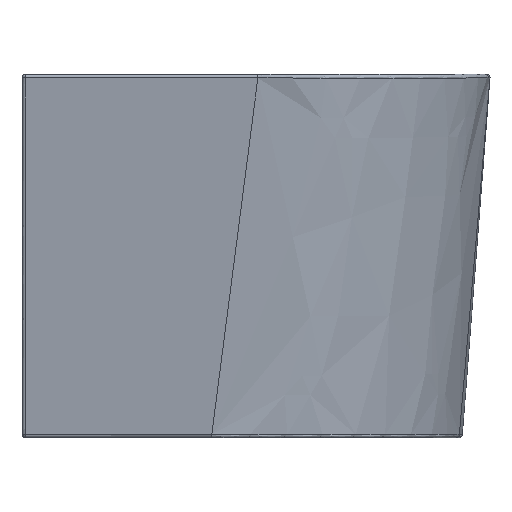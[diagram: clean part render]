
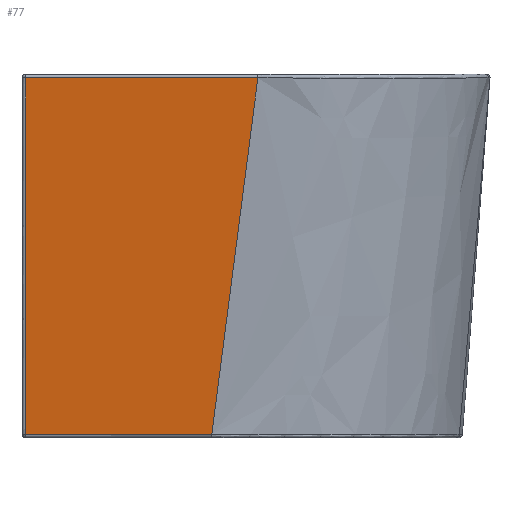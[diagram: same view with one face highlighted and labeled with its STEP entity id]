
A CAD part, left-side view. The second image highlights one B-rep face of the part: STEP entity #77.
In plain terms, the highlighted free-form (B-spline) face has degree [2, 3] with [3, 4] control points.
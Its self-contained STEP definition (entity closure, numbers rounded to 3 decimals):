
#77=ADVANCED_FACE('',(#171),#2828,.T.);
#171=FACE_OUTER_BOUND('',#265,.T.);
#265=EDGE_LOOP('',(#370,#371,#372,#373));
#370=ORIENTED_EDGE('',*,*,#2328,.T.);
#371=ORIENTED_EDGE('',*,*,#2329,.T.);
#372=ORIENTED_EDGE('',*,*,#2330,.T.);
#373=ORIENTED_EDGE('',*,*,#2331,.T.);
#789=PCURVE('',#2828,#1208);
#790=PCURVE('',#2828,#1209);
#791=PCURVE('',#2828,#1210);
#792=PCURVE('',#2828,#1211);
#963=PCURVE('',#2861,#1382);
#981=PCURVE('',#2866,#1400);
#1003=PCURVE('',#2871,#1422);
#1013=PCURVE('',#2874,#1432);
#1208=DEFINITIONAL_REPRESENTATION('',(#1627),#9406);
#1209=DEFINITIONAL_REPRESENTATION('',(#1628),#9406);
#1210=DEFINITIONAL_REPRESENTATION('',(#1629),#9406);
#1211=DEFINITIONAL_REPRESENTATION('',(#1630),#9406);
#1382=DEFINITIONAL_REPRESENTATION('',(#1825),#9406);
#1400=DEFINITIONAL_REPRESENTATION('',(#1843),#9406);
#1422=DEFINITIONAL_REPRESENTATION('',(#1869),#9406);
#1432=DEFINITIONAL_REPRESENTATION('',(#1881),#9406);
#1627=B_SPLINE_CURVE_WITH_KNOTS('',3,(#5480,#5481,#5482,#5483),
 .UNSPECIFIED.,.F.,.F.,(4,4),(-578.894,-5.322),
 .UNSPECIFIED.);
#1628=B_SPLINE_CURVE_WITH_KNOTS('',3,(#5486,#5487,#5488,#5489),
 .UNSPECIFIED.,.F.,.F.,(4,4),(5.657,302.682),
 .UNSPECIFIED.);
#1629=B_SPLINE_CURVE_WITH_KNOTS('',1,(#5494,#5495),.UNSPECIFIED.,.F.,.F.,
(2,2),(-588.538,-6.158),.UNSPECIFIED.);
#1630=B_SPLINE_CURVE_WITH_KNOTS('',3,(#5498,#5499,#5500,#5501),
 .UNSPECIFIED.,.F.,.F.,(4,4),(-376.222,-5.657),
 .UNSPECIFIED.);
#1825=B_SPLINE_CURVE_WITH_KNOTS('',1,(#7949,#7950),.UNSPECIFIED.,.F.,.F.,
(2,2),(-588.538,-6.158),.UNSPECIFIED.);
#1843=B_SPLINE_CURVE_WITH_KNOTS('',1,(#8048,#8049),.UNSPECIFIED.,.F.,.F.,
(2,2),(-376.222,-5.657),.UNSPECIFIED.);
#1869=B_SPLINE_CURVE_WITH_KNOTS('',1,(#8157,#8158),.UNSPECIFIED.,.F.,.F.,
(2,2),(5.657,302.682),.UNSPECIFIED.);
#1881=B_SPLINE_CURVE_WITH_KNOTS('',1,(#8205,#8206),.UNSPECIFIED.,.F.,.F.,
(2,2),(-578.894,-5.322),.UNSPECIFIED.);
#2117=SURFACE_CURVE('',#2539,(#789,#1013),.PCURVE_S1.);
#2118=SURFACE_CURVE('',#2540,(#790,#1003),.PCURVE_S1.);
#2119=SURFACE_CURVE('',#2541,(#791,#963),.PCURVE_S1.);
#2120=SURFACE_CURVE('',#2542,(#792,#981),.PCURVE_S1.);
#2328=EDGE_CURVE('',#2742,#2743,#2117,.T.);
#2329=EDGE_CURVE('',#2743,#2738,#2118,.T.);
#2330=EDGE_CURVE('',#2738,#2741,#2119,.T.);
#2331=EDGE_CURVE('',#2741,#2742,#2120,.T.);
#2539=(
BOUNDED_CURVE()
B_SPLINE_CURVE(1,(#5478,#5479),.UNSPECIFIED.,.F.,.F.)
B_SPLINE_CURVE_WITH_KNOTS((2,2),(-578.894,-5.322),
 .UNSPECIFIED.)
CURVE()
GEOMETRIC_REPRESENTATION_ITEM()
RATIONAL_B_SPLINE_CURVE((1.,1.))
REPRESENTATION_ITEM('')
);
#2540=(
BOUNDED_CURVE()
B_SPLINE_CURVE(1,(#5484,#5485),.UNSPECIFIED.,.F.,.F.)
B_SPLINE_CURVE_WITH_KNOTS((2,2),(5.657,302.682),
 .UNSPECIFIED.)
CURVE()
GEOMETRIC_REPRESENTATION_ITEM()
RATIONAL_B_SPLINE_CURVE((1.,1.))
REPRESENTATION_ITEM('')
);
#2541=(
BOUNDED_CURVE()
B_SPLINE_CURVE(3,(#5490,#5491,#5492,#5493),.UNSPECIFIED.,.F.,.F.)
B_SPLINE_CURVE_WITH_KNOTS((4,4),(-588.538,-6.158),
 .UNSPECIFIED.)
CURVE()
GEOMETRIC_REPRESENTATION_ITEM()
RATIONAL_B_SPLINE_CURVE((1.,1.,1.,1.))
REPRESENTATION_ITEM('')
);
#2542=(
BOUNDED_CURVE()
B_SPLINE_CURVE(1,(#5496,#5497),.UNSPECIFIED.,.F.,.F.)
B_SPLINE_CURVE_WITH_KNOTS((2,2),(-376.222,-5.657),
 .UNSPECIFIED.)
CURVE()
GEOMETRIC_REPRESENTATION_ITEM()
RATIONAL_B_SPLINE_CURVE((1.,1.))
REPRESENTATION_ITEM('')
);
#2738=VERTEX_POINT('',#5374);
#2741=VERTEX_POINT('',#5377);
#2742=VERTEX_POINT('',#5378);
#2743=VERTEX_POINT('',#5379);
#2828=(
BOUNDED_SURFACE()
B_SPLINE_SURFACE(2,3,((#2966,#2967,#2968,#2969),(#2970,#2971,#2972,#2973),
(#2974,#2975,#2976,#2977)),.UNSPECIFIED.,.F.,.F.,.F.)
B_SPLINE_SURFACE_WITH_KNOTS((3,3),(4,4),(0.,377.),(0.,593.941),
 .UNSPECIFIED.)
GEOMETRIC_REPRESENTATION_ITEM()
RATIONAL_B_SPLINE_SURFACE(((1.,1.,1.,1.),(1.,1.,1.,1.),(1.,1.,1.,1.)))
REPRESENTATION_ITEM('')
SURFACE()
);
#2861=(
BOUNDED_SURFACE()
B_SPLINE_SURFACE(2,3,((#4230,#4231,#4232,#4233),(#4234,#4235,#4236,#4237),
(#4238,#4239,#4240,#4241)),.UNSPECIFIED.,.F.,.F.,.F.)
B_SPLINE_SURFACE_WITH_KNOTS((3,3),(4,4),(3746.009,4327.209),
(0.,593.941),.UNSPECIFIED.)
GEOMETRIC_REPRESENTATION_ITEM()
RATIONAL_B_SPLINE_SURFACE(((1.,0.981,0.963,0.944),
(0.707,0.718,0.728,0.738),
(1.,1.,1.,1.)))
REPRESENTATION_ITEM('')
SURFACE()
);
#2866=(
BOUNDED_SURFACE()
B_SPLINE_SURFACE(2,1,((#4290,#4291),(#4292,#4293),(#4294,#4295)),
 .UNSPECIFIED.,.F.,.F.,.F.)
B_SPLINE_SURFACE_WITH_KNOTS((3,3),(2,2),(0.,9.053),(-160.,
376.222),.UNSPECIFIED.)
GEOMETRIC_REPRESENTATION_ITEM()
RATIONAL_B_SPLINE_SURFACE(((1.,1.),(0.66,0.66),
(1.,1.)))
REPRESENTATION_ITEM('')
SURFACE()
);
#2871=(
BOUNDED_SURFACE()
B_SPLINE_SURFACE(2,1,((#4320,#4321),(#4322,#4323),(#4324,#4325)),
 .UNSPECIFIED.,.F.,.F.,.F.)
B_SPLINE_SURFACE_WITH_KNOTS((3,3),(2,2),(0.,8.736),(-160.,
302.682),.UNSPECIFIED.)
GEOMETRIC_REPRESENTATION_ITEM()
RATIONAL_B_SPLINE_SURFACE(((1.,1.),(0.752,0.752),
(1.,1.)))
REPRESENTATION_ITEM('')
SURFACE()
);
#2874=(
BOUNDED_SURFACE()
B_SPLINE_SURFACE(2,1,((#4365,#4366),(#4367,#4368),(#4369,#4370)),
 .UNSPECIFIED.,.F.,.F.,.F.)
B_SPLINE_SURFACE_WITH_KNOTS((3,3),(2,2),(0.,8.886),(-160.,
744.958),.UNSPECIFIED.)
GEOMETRIC_REPRESENTATION_ITEM()
RATIONAL_B_SPLINE_SURFACE(((1.,1.),(0.707,0.707),
(1.,1.)))
REPRESENTATION_ITEM('')
SURFACE()
);
#2966=CARTESIAN_POINT('',(-848.699,-1148.071,0.));
#2967=CARTESIAN_POINT('',(-823.366,-1123.071,-193.333));
#2968=CARTESIAN_POINT('',(-798.032,-1098.071,-386.667));
#2969=CARTESIAN_POINT('',(-772.699,-1073.071,-580.));
#2970=CARTESIAN_POINT('',(-848.699,-959.571,0.));
#2971=CARTESIAN_POINT('',(-823.366,-947.071,-193.333));
#2972=CARTESIAN_POINT('',(-798.032,-934.571,-386.667));
#2973=CARTESIAN_POINT('',(-772.699,-922.071,-580.));
#2974=CARTESIAN_POINT('',(-848.699,-771.071,0.));
#2975=CARTESIAN_POINT('',(-823.366,-771.071,-193.333));
#2976=CARTESIAN_POINT('',(-798.032,-771.071,-386.667));
#2977=CARTESIAN_POINT('',(-772.699,-771.071,-580.));
#4230=CARTESIAN_POINT('',(-478.699,-1518.071,0.));
#4231=CARTESIAN_POINT('',(-464.605,-1502.088,-185.988));
#4232=CARTESIAN_POINT('',(-449.966,-1485.487,-379.179));
#4233=CARTESIAN_POINT('',(-434.748,-1468.229,-580.));
#4234=CARTESIAN_POINT('',(-848.699,-1518.071,0.));
#4235=CARTESIAN_POINT('',(-822.629,-1482.77,-198.957));
#4236=CARTESIAN_POINT('',(-797.306,-1448.482,-392.21));
#4237=CARTESIAN_POINT('',(-772.699,-1415.163,-580.));
#4238=CARTESIAN_POINT('',(-848.699,-1148.071,0.));
#4239=CARTESIAN_POINT('',(-823.366,-1123.071,-193.333));
#4240=CARTESIAN_POINT('',(-798.032,-1098.071,-386.667));
#4241=CARTESIAN_POINT('',(-772.699,-1073.071,-580.));
#4290=CARTESIAN_POINT('',(-842.635,-611.071,0.));
#4291=CARTESIAN_POINT('',(-842.635,-1147.293,0.));
#4292=CARTESIAN_POINT('',(-848.699,-611.071,0.));
#4293=CARTESIAN_POINT('',(-848.699,-1147.293,0.));
#4294=CARTESIAN_POINT('',(-847.911,-611.071,-6.013));
#4295=CARTESIAN_POINT('',(-847.911,-1147.293,-6.013));
#4320=CARTESIAN_POINT('',(-773.391,-611.071,-574.723));
#4321=CARTESIAN_POINT('',(-773.391,-1073.753,-574.723));
#4322=CARTESIAN_POINT('',(-772.699,-611.071,-580.));
#4323=CARTESIAN_POINT('',(-772.699,-1073.753,-580.));
#4324=CARTESIAN_POINT('',(-767.377,-611.071,-580.));
#4325=CARTESIAN_POINT('',(-767.377,-1073.753,-580.));
#4365=CARTESIAN_POINT('',(-746.302,-771.071,-737.909));
#4366=CARTESIAN_POINT('',(-863.878,-771.071,159.379));
#4367=CARTESIAN_POINT('',(-751.911,-771.071,-738.644));
#4368=CARTESIAN_POINT('',(-869.487,-771.071,158.644));
#4369=CARTESIAN_POINT('',(-751.911,-776.728,-738.644));
#4370=CARTESIAN_POINT('',(-869.487,-776.728,158.644));
#5374=CARTESIAN_POINT('',(-773.391,-1073.753,-574.723));
#5377=CARTESIAN_POINT('',(-847.911,-1147.293,-6.013));
#5378=CARTESIAN_POINT('',(-847.911,-776.728,-6.013));
#5379=CARTESIAN_POINT('',(-773.391,-776.728,-574.723));
#5478=CARTESIAN_POINT('',(-847.911,-776.728,-6.013));
#5479=CARTESIAN_POINT('',(-773.391,-776.728,-574.723));
#5480=CARTESIAN_POINT('',(371.331,6.158));
#5481=CARTESIAN_POINT('',(370.961,200.285));
#5482=CARTESIAN_POINT('',(370.524,394.411));
#5483=CARTESIAN_POINT('',(369.954,588.538));
#5484=CARTESIAN_POINT('',(-773.391,-776.728,-574.723));
#5485=CARTESIAN_POINT('',(-773.391,-1073.753,-574.723));
#5486=CARTESIAN_POINT('',(369.954,588.538));
#5487=CARTESIAN_POINT('',(246.636,588.538));
#5488=CARTESIAN_POINT('',(123.318,588.538));
#5489=CARTESIAN_POINT('',(0.,588.538));
#5490=CARTESIAN_POINT('',(-773.391,-1073.753,-574.723));
#5491=CARTESIAN_POINT('',(-798.231,-1098.267,-385.153));
#5492=CARTESIAN_POINT('',(-823.071,-1122.78,-195.583));
#5493=CARTESIAN_POINT('',(-847.911,-1147.293,-6.013));
#5494=CARTESIAN_POINT('',(0.,588.538));
#5495=CARTESIAN_POINT('',(0.,6.158));
#5496=CARTESIAN_POINT('',(-847.911,-1147.293,-6.013));
#5497=CARTESIAN_POINT('',(-847.911,-776.728,-6.013));
#5498=CARTESIAN_POINT('',(0.,6.158));
#5499=CARTESIAN_POINT('',(123.777,6.158));
#5500=CARTESIAN_POINT('',(247.554,6.158));
#5501=CARTESIAN_POINT('',(371.331,6.158));
#7949=CARTESIAN_POINT('',(4327.209,588.538));
#7950=CARTESIAN_POINT('',(4327.209,6.158));
#8048=CARTESIAN_POINT('',(9.053,376.222));
#8049=CARTESIAN_POINT('',(9.053,5.657));
#8157=CARTESIAN_POINT('',(0.,5.657));
#8158=CARTESIAN_POINT('',(0.,302.682));
#8205=CARTESIAN_POINT('',(8.886,578.894));
#8206=CARTESIAN_POINT('',(8.886,5.322));
#9406=(
GEOMETRIC_REPRESENTATION_CONTEXT(2)
PARAMETRIC_REPRESENTATION_CONTEXT()
REPRESENTATION_CONTEXT('pspace','')
);
